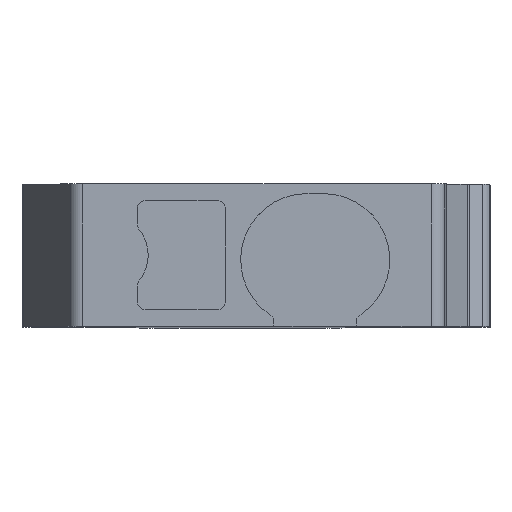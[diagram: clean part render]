
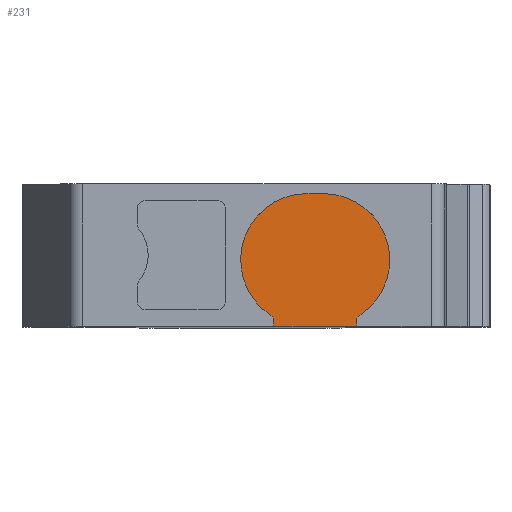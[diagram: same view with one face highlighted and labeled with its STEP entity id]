
A CAD part, top view. The second image highlights one B-rep face of the part: STEP entity #231.
In plain terms, the highlighted planar face has unit normal (0, 0, 1).
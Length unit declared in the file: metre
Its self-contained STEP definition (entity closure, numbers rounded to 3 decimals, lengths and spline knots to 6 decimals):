
#231 = ADVANCED_FACE( 'NONE', ( #492 ), #493, .T. );
#492 = FACE_OUTER_BOUND( '', #776, .T. );
#493 = PLANE( '', #777 );
#776 = EDGE_LOOP( '', ( #1428, #1429, #1430, #1431, #1432, #1433, #1434, #1435 ) );
#777 = AXIS2_PLACEMENT_3D( '', #1436, #1437, #1438 );
#1428 = ORIENTED_EDGE( '', *, *, #2047, .F. );
#1429 = ORIENTED_EDGE( '', *, *, #1899, .T. );
#1430 = ORIENTED_EDGE( '', *, *, #1928, .T. );
#1431 = ORIENTED_EDGE( '', *, *, #2048, .F. );
#1432 = ORIENTED_EDGE( '', *, *, #2049, .T. );
#1433 = ORIENTED_EDGE( '', *, *, #2023, .F. );
#1434 = ORIENTED_EDGE( '', *, *, #1874, .T. );
#1435 = ORIENTED_EDGE( '', *, *, #1796, .T. );
#1436 = CARTESIAN_POINT( '', ( -0.006243, 0.041908, 0.0392 ) );
#1437 = DIRECTION( '', ( 0., 0., 1. ) );
#1438 = DIRECTION( '', ( 1., 0., 0. ) );
#1796 = EDGE_CURVE( 'NONE', #2173, #2174, #2175, .F. );
#1874 = EDGE_CURVE( 'NONE', #2305, #2173, #2306, .F. );
#1899 = EDGE_CURVE( 'NONE', #2345, #2346, #2347, .F. );
#1928 = EDGE_CURVE( 'NONE', #2346, #2391, #2392, .F. );
#2023 = EDGE_CURVE( 'NONE', #2305, #2537, #2538, .F. );
#2047 = EDGE_CURVE( 'NONE', #2345, #2174, #2567, .T. );
#2048 = EDGE_CURVE( 'NONE', #2568, #2391, #2569, .F. );
#2049 = EDGE_CURVE( 'NONE', #2568, #2537, #2570, .F. );
#2173 = VERTEX_POINT( 'NONE', #2713 );
#2174 = VERTEX_POINT( 'NONE', #2714 );
#2175 = LINE( '', #2715, #2716 );
#2305 = VERTEX_POINT( 'NONE', #2887 );
#2306 = CIRCLE( '', #2888, 0.0011 );
#2345 = VERTEX_POINT( 'NONE', #2940 );
#2346 = VERTEX_POINT( 'NONE', #2941 );
#2347 = LINE( '', #2942, #2943 );
#2391 = VERTEX_POINT( 'NONE', #3001 );
#2392 = CIRCLE( '', #3002, 0.0011 );
#2537 = VERTEX_POINT( 'NONE', #3198 );
#2538 = CIRCLE( '', #3199, 0.0024 );
#2567 = LINE( '', #3240, #3241 );
#2568 = VERTEX_POINT( 'NONE', #3242 );
#2569 = CIRCLE( '', #3243, 0.0024 );
#2570 = LINE( '', #3244, #3245 );
#2713 = CARTESIAN_POINT( '', ( 0.00122, -0.004864, 0.0392 ) );
#2714 = CARTESIAN_POINT( '', ( 0.00122, -0.00515, 0.0392 ) );
#2715 = CARTESIAN_POINT( '', ( 0.00122, 0.041908, 0.0392 ) );
#2716 = VECTOR( '', #3394, 1. );
#2887 = CARTESIAN_POINT( '', ( 0.001055, -0.004724, 0.0392 ) );
#2888 = AXIS2_PLACEMENT_3D( '', #3493, #3494, #3495 );
#2940 = CARTESIAN_POINT( '', ( 0.00422, -0.00515, 0.0392 ) );
#2941 = CARTESIAN_POINT( '', ( 0.00422, -0.004864, 0.0392 ) );
#2942 = CARTESIAN_POINT( '', ( 0.00422, 0.041908, 0.0392 ) );
#2943 = VECTOR( '', #3524, 1. );
#3001 = CARTESIAN_POINT( '', ( 0.004385, -0.004724, 0.0392 ) );
#3002 = AXIS2_PLACEMENT_3D( '', #3569, #3570, #3571 );
#3198 = CARTESIAN_POINT( '', ( 0.00242, -0.00035, 0.0392 ) );
#3199 = AXIS2_PLACEMENT_3D( '', #3701, #3702, #3703 );
#3240 = CARTESIAN_POINT( '', ( 0.006922, -0.00515, 0.0392 ) );
#3241 = VECTOR( '', #3725, 1. );
#3242 = CARTESIAN_POINT( '', ( 0.00302, -0.00035, 0.0392 ) );
#3243 = AXIS2_PLACEMENT_3D( '', #3726, #3727, #3728 );
#3244 = CARTESIAN_POINT( '', ( -0.006243, -0.00035, 0.0392 ) );
#3245 = VECTOR( '', #3729, 1. );
#3394 = DIRECTION( '', ( 0., 1., 0. ) );
#3493 = CARTESIAN_POINT( '', ( 0.00043, -0.005629, 0.0392 ) );
#3494 = DIRECTION( '', ( 0., 0., 1. ) );
#3495 = DIRECTION( '', ( 1., 0., 0. ) );
#3524 = DIRECTION( '', ( 0., -1., 0. ) );
#3569 = CARTESIAN_POINT( '', ( 0.00501, -0.005629, 0.0392 ) );
#3570 = DIRECTION( '', ( 0., 0., 1. ) );
#3571 = DIRECTION( '', ( 1., 0., 0. ) );
#3701 = CARTESIAN_POINT( '', ( 0.00242, -0.00275, 0.0392 ) );
#3702 = DIRECTION( '', ( 0., 0., 1. ) );
#3703 = DIRECTION( '', ( 1., 0., 0. ) );
#3725 = DIRECTION( '', ( -1., 0., 0. ) );
#3726 = CARTESIAN_POINT( '', ( 0.00302, -0.00275, 0.0392 ) );
#3727 = DIRECTION( '', ( 0., 0., 1. ) );
#3728 = DIRECTION( '', ( 1., 0., 0. ) );
#3729 = DIRECTION( '', ( 1., 0., 0. ) );
